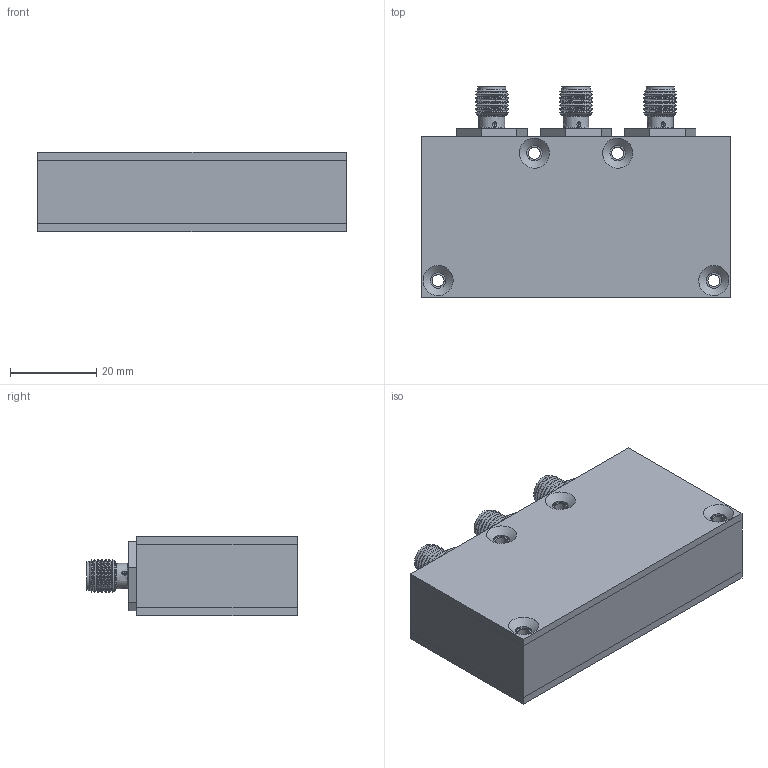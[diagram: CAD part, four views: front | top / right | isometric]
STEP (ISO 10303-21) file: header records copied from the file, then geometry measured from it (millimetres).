
FILE_DESCRIPTION(('FreeCAD Model'),'2;1');
FILE_NAME('Open CASCADE Shape Model','2025-04-26T23:48:07',('FreeCAD'),( 'FreeCAD'),'Open CASCADE STEP processor 7.6','FreeCAD','Unknown');
FILE_SCHEMA(('AUTOMOTIVE_DESIGN { 1 0 10303 214 1 1 1 1 }'));
Length unit declared in the file: millimetre
Products named in the file (1): Open CASCADE STEP translator 7.6 1
Bounding box: 71.58 x 48.75 x 18.36 mm (x, y, z)
Volume: 50008.3 mm3; surface area: 23197.2 mm2
Topology: 6 solids, 6 shells, 324 faces, 735 edges, 462 vertices
Faces by surface type: bspline 324
Entity records: 12305 total; most frequent: CARTESIAN_POINT 8041, ORIENTED_EDGE 1460, EDGE_CURVE 730, VERTEX_POINT 462, FACE_BOUND 392, EDGE_LOOP 392, B_SPLINE_CURVE_WITH_KNOTS 378, ADVANCED_FACE 324
